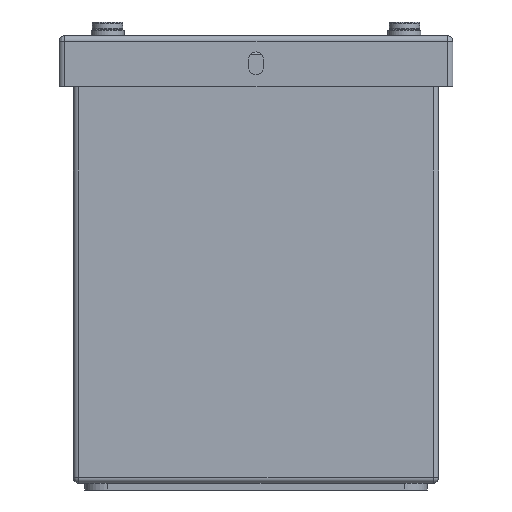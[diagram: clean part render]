
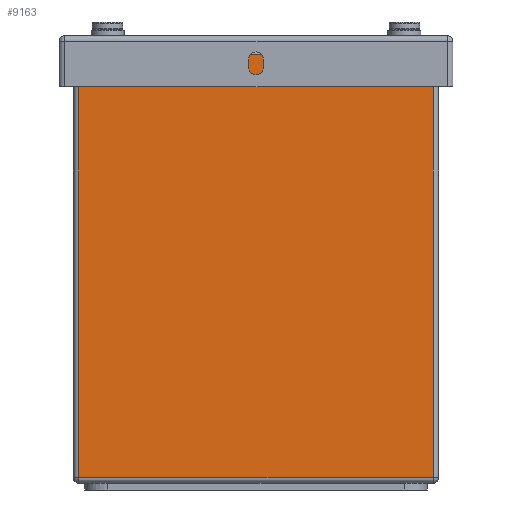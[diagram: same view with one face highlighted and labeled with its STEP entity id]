
A CAD part, left-side view. The second image highlights one B-rep face of the part: STEP entity #9163.
In plain terms, the highlighted planar face has unit normal (-1, 0, 0).
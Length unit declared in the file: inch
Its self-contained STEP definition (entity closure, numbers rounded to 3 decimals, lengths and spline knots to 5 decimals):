
#625 = CARTESIAN_POINT ( 'NONE',  ( 0., 0.06, 4.75 ) ) ;
#630 = VECTOR ( 'NONE', #6522, 39.37008 ) ;
#801 = EDGE_CURVE ( 'NONE', #4007, #14011, #13237, .T. ) ;
#985 = ORIENTED_EDGE ( 'NONE', *, *, #6015, .T. ) ;
#1259 = VECTOR ( 'NONE', #4970, 39.37008 ) ;
#1475 = EDGE_CURVE ( 'NONE', #14011, #6641, #4756, .T. ) ;
#2056 = ORIENTED_EDGE ( 'NONE', *, *, #801, .T. ) ;
#2226 = CARTESIAN_POINT ( 'NONE',  ( 0., 3.94, 4.69 ) ) ;
#2516 = VERTEX_POINT ( 'NONE', #9578 ) ;
#4007 = VERTEX_POINT ( 'NONE', #7230 ) ;
#4712 = FACE_OUTER_BOUND ( 'NONE', #6736, .T. ) ;
#4756 = LINE ( 'NONE', #9511, #1259 ) ;
#4780 = CARTESIAN_POINT ( 'NONE',  ( 0., 3.94, 4.75 ) ) ;
#4970 = DIRECTION ( 'NONE',  ( 0., 0., -1. ) ) ;
#6015 = EDGE_CURVE ( 'NONE', #6641, #2516, #14892, .T. ) ;
#6055 = DIRECTION ( 'NONE',  ( 0., 1., 0. ) ) ;
#6375 = LINE ( 'NONE', #625, #630 ) ;
#6522 = DIRECTION ( 'NONE',  ( 0., 0., -1. ) ) ;
#6641 = VERTEX_POINT ( 'NONE', #12314 ) ;
#6719 = VECTOR ( 'NONE', #10792, 39.37008 ) ;
#6736 = EDGE_LOOP ( 'NONE', ( #12160, #2056, #8190, #985 ) ) ;
#7230 = CARTESIAN_POINT ( 'NONE',  ( 0., 0.06, 4.69 ) ) ;
#7604 = EDGE_CURVE ( 'NONE', #4007, #2516, #6375, .T. ) ;
#8190 = ORIENTED_EDGE ( 'NONE', *, *, #1475, .T. ) ;
#8330 = AXIS2_PLACEMENT_3D ( 'NONE', #4780, #10720, #6055 ) ;
#9163 = ADVANCED_FACE ( 'NONE', ( #4712 ), #12944, .F. ) ;
#9511 = CARTESIAN_POINT ( 'NONE',  ( 0., 3.94, 4.75 ) ) ;
#9578 = CARTESIAN_POINT ( 'NONE',  ( 0., 0.06, 0.06 ) ) ;
#9722 = VECTOR ( 'NONE', #14528, 39.37008 ) ;
#10720 = DIRECTION ( 'NONE',  ( 1., 0., 0. ) ) ;
#10792 = DIRECTION ( 'NONE',  ( 0., 1., 0. ) ) ;
#12160 = ORIENTED_EDGE ( 'NONE', *, *, #7604, .F. ) ;
#12314 = CARTESIAN_POINT ( 'NONE',  ( 0., 3.94, 0.06 ) ) ;
#12468 = CARTESIAN_POINT ( 'NONE',  ( 0., 3.94, 0.06 ) ) ;
#12944 = PLANE ( 'NONE',  #8330 ) ;
#13237 = LINE ( 'NONE', #14437, #6719 ) ;
#14011 = VERTEX_POINT ( 'NONE', #2226 ) ;
#14437 = CARTESIAN_POINT ( 'NONE',  ( 0., 3.94, 4.69 ) ) ;
#14528 = DIRECTION ( 'NONE',  ( 0., -1., 0. ) ) ;
#14892 = LINE ( 'NONE', #12468, #9722 ) ;
